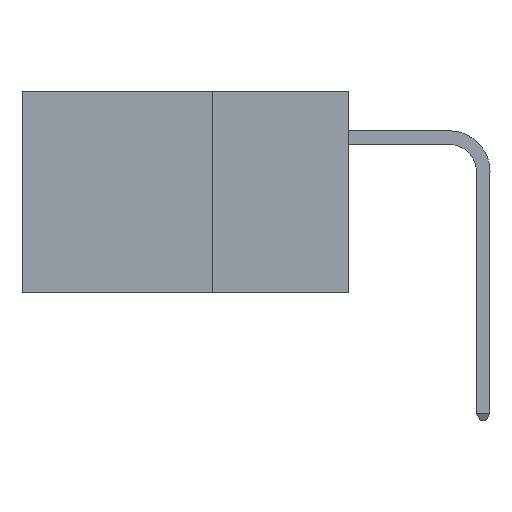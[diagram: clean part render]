
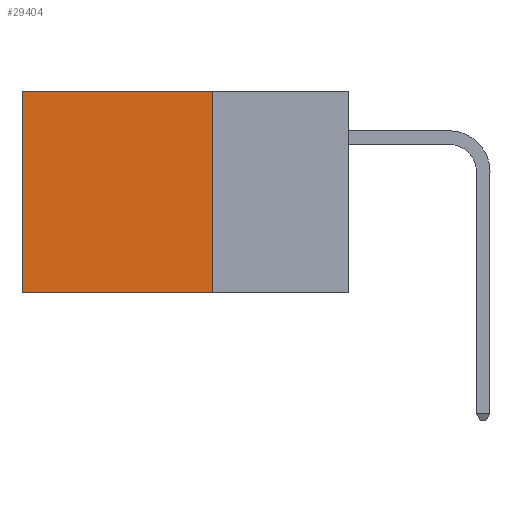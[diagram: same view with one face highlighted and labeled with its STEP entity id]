
A CAD part, left-side view. The second image highlights one B-rep face of the part: STEP entity #29404.
In plain terms, the highlighted planar face has unit normal (-1, 0, 0).
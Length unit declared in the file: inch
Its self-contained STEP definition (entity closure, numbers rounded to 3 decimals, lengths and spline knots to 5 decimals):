
#198 = EDGE_CURVE ( 'NONE', #2846, #28141, #29043, .T. ) ;
#2454 = VECTOR ( 'NONE', #34307, 39.37008 ) ;
#2846 = VERTEX_POINT ( 'NONE', #32258 ) ;
#2899 = CARTESIAN_POINT ( 'NONE',  ( 0.2875, 0.6, -0.37 ) ) ;
#3265 = EDGE_CURVE ( 'NONE', #6948, #26270, #18616, .T. ) ;
#4110 = VECTOR ( 'NONE', #4941, 39.37008 ) ;
#4657 = ORIENTED_EDGE ( 'NONE', *, *, #8071, .F. ) ;
#4941 = DIRECTION ( 'NONE',  ( 0., 0., -1. ) ) ;
#6948 = VERTEX_POINT ( 'NONE', #35269 ) ;
#8071 = EDGE_CURVE ( 'NONE', #26270, #28141, #20912, .T. ) ;
#10417 = CARTESIAN_POINT ( 'NONE',  ( 0.2875, 0.25, 0. ) ) ;
#12056 = ORIENTED_EDGE ( 'NONE', *, *, #198, .T. ) ;
#12908 = VECTOR ( 'NONE', #28582, 39.37008 ) ;
#14350 = CARTESIAN_POINT ( 'NONE',  ( 0.2875, 0.25, 0. ) ) ;
#16814 = DIRECTION ( 'NONE',  ( 1., 0., 0. ) ) ;
#17378 = DIRECTION ( 'NONE',  ( 0., 1., 0. ) ) ;
#18280 = VECTOR ( 'NONE', #17378, 39.37008 ) ;
#18616 = LINE ( 'NONE', #10417, #2454 ) ;
#20912 = LINE ( 'NONE', #25573, #12908 ) ;
#22626 = ORIENTED_EDGE ( 'NONE', *, *, #35114, .T. ) ;
#25573 = CARTESIAN_POINT ( 'NONE',  ( 0.2875, 0.25, -0.37 ) ) ;
#26270 = VERTEX_POINT ( 'NONE', #26483 ) ;
#26424 = AXIS2_PLACEMENT_3D ( 'NONE', #31611, #16814, #37559 ) ;
#26483 = CARTESIAN_POINT ( 'NONE',  ( 0.2875, 0.25, -0.37 ) ) ;
#28141 = VERTEX_POINT ( 'NONE', #2899 ) ;
#28582 = DIRECTION ( 'NONE',  ( 0., 1., 0. ) ) ;
#29043 = LINE ( 'NONE', #31931, #4110 ) ;
#29404 = ADVANCED_FACE ( 'NONE', ( #37496 ), #34611, .F. ) ;
#31335 = EDGE_LOOP ( 'NONE', ( #12056, #4657, #32521, #22626 ) ) ;
#31611 = CARTESIAN_POINT ( 'NONE',  ( 0.2875, 0.25, 0. ) ) ;
#31931 = CARTESIAN_POINT ( 'NONE',  ( 0.2875, 0.6, 0. ) ) ;
#32258 = CARTESIAN_POINT ( 'NONE',  ( 0.2875, 0.6, 0. ) ) ;
#32521 = ORIENTED_EDGE ( 'NONE', *, *, #3265, .F. ) ;
#34083 = LINE ( 'NONE', #14350, #18280 ) ;
#34307 = DIRECTION ( 'NONE',  ( 0., 0., -1. ) ) ;
#34611 = PLANE ( 'NONE',  #26424 ) ;
#35114 = EDGE_CURVE ( 'NONE', #6948, #2846, #34083, .T. ) ;
#35269 = CARTESIAN_POINT ( 'NONE',  ( 0.2875, 0.25, 0. ) ) ;
#37496 = FACE_OUTER_BOUND ( 'NONE', #31335, .T. ) ;
#37559 = DIRECTION ( 'NONE',  ( 0., 0., -1. ) ) ;
